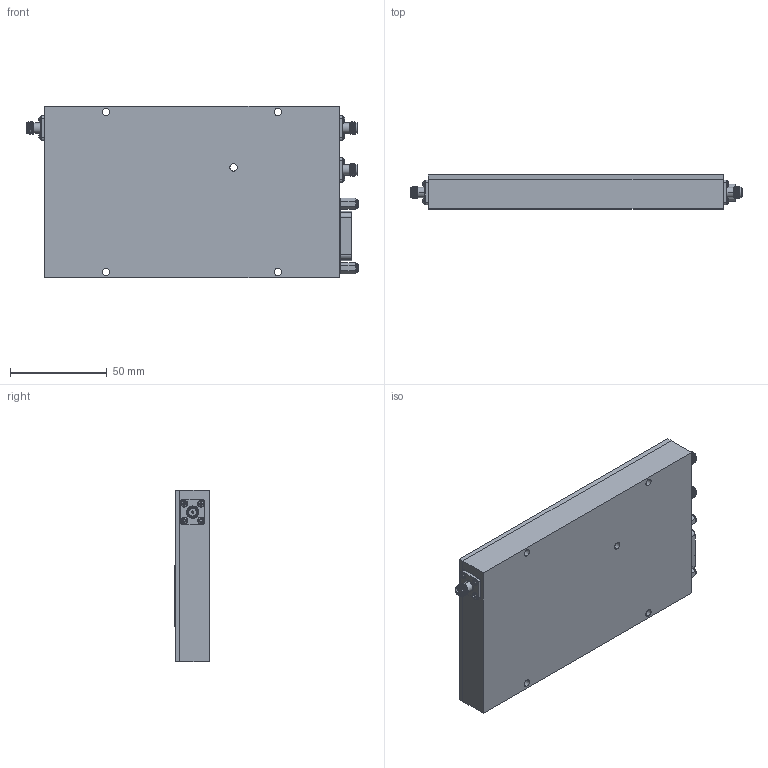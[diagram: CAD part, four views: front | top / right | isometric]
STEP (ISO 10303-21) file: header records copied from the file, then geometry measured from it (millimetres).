
FILE_DESCRIPTION (( 'STEP AP214' ), '1' );
FILE_NAME ('SPA-025-40-12-SMA_3D.step', '2026-02-04T21:59:12', ( '' ), ( '' ), 'SwSTEP 2.0', 'SolidWorks 2025', '' );
FILE_SCHEMA (( 'AUTOMOTIVE_DESIGN' ));
Products named in the file (1): SPA-025-40-12-SMA_3D
Bounding box: 171.62 x 17.65 x 88.9 mm (x, y, z)
Volume: 239905.3 mm3; surface area: 39433.2 mm2
Topology: 1 solids, 15 shells, 1933 faces, 5083 edges, 3365 vertices
Faces by surface type: plane 1081, bspline 438, cylinder 274, cone 120, torus 20
Entity records: 98680 total; most frequent: CARTESIAN_POINT 54882, ORIENTED_EDGE 10166, DIRECTION 7148, EDGE_CURVE 5083, VERTEX_POINT 3365, LINE 3044, VECTOR 3044, EDGE_LOOP 2152
